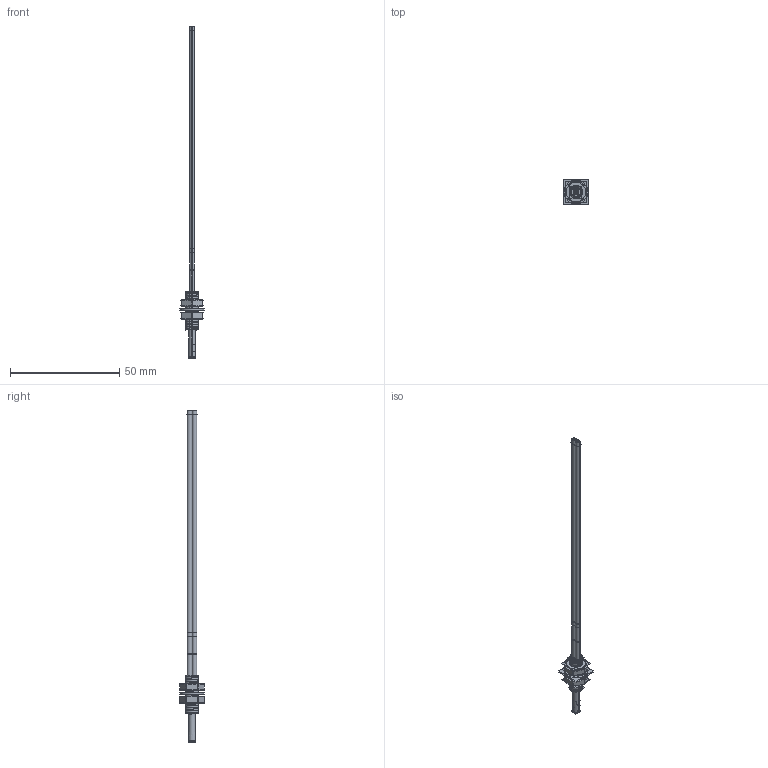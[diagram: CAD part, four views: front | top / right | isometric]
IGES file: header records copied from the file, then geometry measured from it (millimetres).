
Start section:  PTC IGES file: 191577.igs
Global section: file name: 191577.igs; native system: Creo Parametric by Parametric Technology Corporation; preprocessor: 2013230; author: pdmadmin; organization: Unknown; date: 20160216.154943; units: millimetre
Bounding box: 11.44 x 11.44 x 152.24 mm (x, y, z)
Volume: 1592.2 mm3; surface area: 33956.5 mm2
Topology: 10 solids, 14 shells, 460 faces, 2364 edges, 3021 vertices
Faces by surface type: revolution 256, bspline 204
